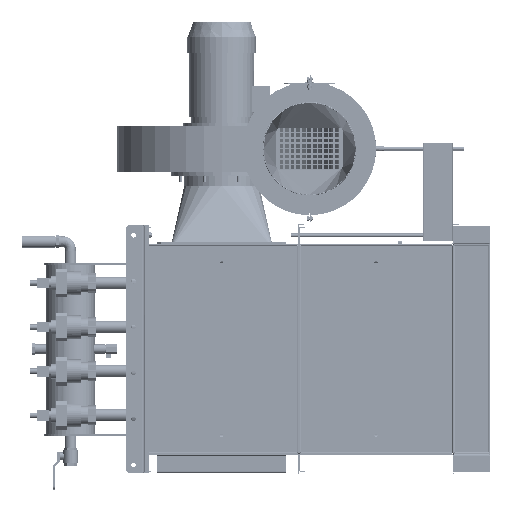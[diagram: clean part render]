
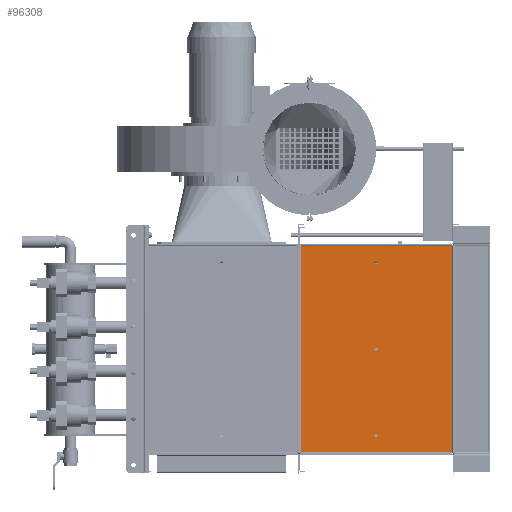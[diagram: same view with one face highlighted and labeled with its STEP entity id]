
A CAD part, left-side view. The second image highlights one B-rep face of the part: STEP entity #96308.
In plain terms, the highlighted face is planar.
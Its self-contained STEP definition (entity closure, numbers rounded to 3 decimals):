
#1823 = DIRECTION ( 'NONE',  ( 0., -1., 0. ) ) ;
#3189 = CARTESIAN_POINT ( 'NONE',  ( 0., -205.6, -280.6 ) ) ;
#4452 = ORIENTED_EDGE ( 'NONE', *, *, #123171, .T. ) ;
#6840 = AXIS2_PLACEMENT_3D ( 'NONE', #67839, #110410, #13303 ) ;
#7034 = DIRECTION ( 'NONE',  ( -1., 0., 0. ) ) ;
#7356 = CARTESIAN_POINT ( 'NONE',  ( 0., 0., -230.5 ) ) ;
#7833 = DIRECTION ( 'NONE',  ( -1., 0., 0. ) ) ;
#8461 = CARTESIAN_POINT ( 'NONE',  ( 0., 0., 239.5 ) ) ;
#13303 = DIRECTION ( 'NONE',  ( 0., -1., 0. ) ) ;
#13687 = ORIENTED_EDGE ( 'NONE', *, *, #38686, .F. ) ;
#13725 = CARTESIAN_POINT ( 'NONE',  ( 0., 210., -280.6 ) ) ;
#13855 = VERTEX_POINT ( 'NONE', #22716 ) ;
#15598 = DIRECTION ( 'NONE',  ( -1., 0., 0. ) ) ;
#16254 = CARTESIAN_POINT ( 'NONE',  ( 0., 205.6, 280.6 ) ) ;
#20302 = EDGE_LOOP ( 'NONE', ( #25502, #122608 ) ) ;
#21726 = CARTESIAN_POINT ( 'NONE',  ( 0., 205.6, 280.6 ) ) ;
#22268 = LINE ( 'NONE', #3189, #94775 ) ;
#22331 = AXIS2_PLACEMENT_3D ( 'NONE', #83614, #7833, #93578 ) ;
#22716 = CARTESIAN_POINT ( 'NONE',  ( 0., 0., 230.5 ) ) ;
#22914 = CARTESIAN_POINT ( 'NONE',  ( 0., 205.6, -280.6 ) ) ;
#23935 = VERTEX_POINT ( 'NONE', #48969 ) ;
#25053 = DIRECTION ( 'NONE',  ( 0., -1., 0. ) ) ;
#25502 = ORIENTED_EDGE ( 'NONE', *, *, #96270, .T. ) ;
#27224 = VERTEX_POINT ( 'NONE', #75288 ) ;
#28135 = EDGE_CURVE ( 'NONE', #62602, #68051, #40209, .T. ) ;
#28258 = FACE_BOUND ( 'NONE', #139538, .T. ) ;
#29117 = CIRCLE ( 'NONE', #22331, 4.5 ) ;
#30897 = DIRECTION ( 'NONE',  ( 0., 1., 0. ) ) ;
#35630 = AXIS2_PLACEMENT_3D ( 'NONE', #59504, #15598, #49536 ) ;
#37831 = ORIENTED_EDGE ( 'NONE', *, *, #55618, .T. ) ;
#38686 = EDGE_CURVE ( 'NONE', #27224, #62602, #72039, .T. ) ;
#38882 = CARTESIAN_POINT ( 'NONE',  ( 0., 0., -235. ) ) ;
#39928 = DIRECTION ( 'NONE',  ( 0., -1., 0. ) ) ;
#40209 = LINE ( 'NONE', #16254, #70107 ) ;
#45855 = ORIENTED_EDGE ( 'NONE', *, *, #115523, .T. ) ;
#48969 = CARTESIAN_POINT ( 'NONE',  ( 0., -205.6, -280.6 ) ) ;
#49536 = DIRECTION ( 'NONE',  ( 0., -1., 0. ) ) ;
#50212 = DIRECTION ( 'NONE',  ( -1., 0., 0. ) ) ;
#52508 = AXIS2_PLACEMENT_3D ( 'NONE', #104806, #50212, #93464 ) ;
#52674 = EDGE_LOOP ( 'NONE', ( #100557, #13687, #138060, #136238 ) ) ;
#54094 = CIRCLE ( 'NONE', #72252, 4.5 ) ;
#55618 = EDGE_CURVE ( 'NONE', #59154, #13855, #131776, .T. ) ;
#55631 = CARTESIAN_POINT ( 'NONE',  ( 0., 0., 235. ) ) ;
#59154 = VERTEX_POINT ( 'NONE', #8461 ) ;
#59504 = CARTESIAN_POINT ( 'NONE',  ( 0., 0., -235. ) ) ;
#62602 = VERTEX_POINT ( 'NONE', #21726 ) ;
#62812 = VERTEX_POINT ( 'NONE', #7356 ) ;
#67839 = CARTESIAN_POINT ( 'NONE',  ( 0., 0., 235. ) ) ;
#68051 = VERTEX_POINT ( 'NONE', #22914 ) ;
#70107 = VECTOR ( 'NONE', #82782, 1000. ) ;
#71478 = FACE_BOUND ( 'NONE', #20302, .T. ) ;
#72039 = LINE ( 'NONE', #93341, #117001 ) ;
#72252 = AXIS2_PLACEMENT_3D ( 'NONE', #136392, #93845, #39928 ) ;
#73479 = VERTEX_POINT ( 'NONE', #109486 ) ;
#75288 = CARTESIAN_POINT ( 'NONE',  ( 0., -205.6, 280.6 ) ) ;
#77371 = AXIS2_PLACEMENT_3D ( 'NONE', #38882, #7034, #136697 ) ;
#77650 = DIRECTION ( 'NONE',  ( -1., 0., 0. ) ) ;
#82534 = VERTEX_POINT ( 'NONE', #105144 ) ;
#82782 = DIRECTION ( 'NONE',  ( 0., 0., -1. ) ) ;
#83614 = CARTESIAN_POINT ( 'NONE',  ( 0., 0., 0. ) ) ;
#83739 = CARTESIAN_POINT ( 'NONE',  ( 0., 0., 4.5 ) ) ;
#90924 = VECTOR ( 'NONE', #25053, 1000. ) ;
#92753 = PLANE ( 'NONE',  #52508 ) ;
#93341 = CARTESIAN_POINT ( 'NONE',  ( 0., -210., 280.6 ) ) ;
#93464 = DIRECTION ( 'NONE',  ( 0., -1., 0. ) ) ;
#93578 = DIRECTION ( 'NONE',  ( 0., -1., 0. ) ) ;
#93845 = DIRECTION ( 'NONE',  ( -1., 0., 0. ) ) ;
#94366 = EDGE_CURVE ( 'NONE', #68051, #23935, #110820, .T. ) ;
#94775 = VECTOR ( 'NONE', #98140, 1000. ) ;
#96270 = EDGE_CURVE ( 'NONE', #62812, #82534, #138455, .T. ) ;
#96308 = ADVANCED_FACE ( 'NONE', ( #28258, #116798, #114060, #71478 ), #92753, .F. ) ;
#96729 = CIRCLE ( 'NONE', #35630, 4.5 ) ;
#98140 = DIRECTION ( 'NONE',  ( 0., 0., 1. ) ) ;
#100175 = EDGE_LOOP ( 'NONE', ( #37831, #4452 ) ) ;
#100557 = ORIENTED_EDGE ( 'NONE', *, *, #28135, .F. ) ;
#100893 = VERTEX_POINT ( 'NONE', #83739 ) ;
#102678 = EDGE_CURVE ( 'NONE', #73479, #100893, #54094, .T. ) ;
#104806 = CARTESIAN_POINT ( 'NONE',  ( 0., 210., -285. ) ) ;
#105144 = CARTESIAN_POINT ( 'NONE',  ( 0., 0., -239.5 ) ) ;
#108693 = CIRCLE ( 'NONE', #6840, 4.5 ) ;
#109486 = CARTESIAN_POINT ( 'NONE',  ( 0., 0., -4.5 ) ) ;
#110410 = DIRECTION ( 'NONE',  ( -1., 0., 0. ) ) ;
#110536 = ORIENTED_EDGE ( 'NONE', *, *, #102678, .T. ) ;
#110820 = LINE ( 'NONE', #13725, #90924 ) ;
#114060 = FACE_OUTER_BOUND ( 'NONE', #52674, .T. ) ;
#115523 = EDGE_CURVE ( 'NONE', #100893, #73479, #29117, .T. ) ;
#116798 = FACE_BOUND ( 'NONE', #100175, .T. ) ;
#117001 = VECTOR ( 'NONE', #30897, 1000. ) ;
#118154 = AXIS2_PLACEMENT_3D ( 'NONE', #55631, #77650, #1823 ) ;
#119442 = EDGE_CURVE ( 'NONE', #82534, #62812, #96729, .T. ) ;
#122608 = ORIENTED_EDGE ( 'NONE', *, *, #119442, .T. ) ;
#123171 = EDGE_CURVE ( 'NONE', #13855, #59154, #108693, .T. ) ;
#130394 = EDGE_CURVE ( 'NONE', #23935, #27224, #22268, .T. ) ;
#131776 = CIRCLE ( 'NONE', #118154, 4.5 ) ;
#136238 = ORIENTED_EDGE ( 'NONE', *, *, #94366, .F. ) ;
#136392 = CARTESIAN_POINT ( 'NONE',  ( 0., 0., 0. ) ) ;
#136697 = DIRECTION ( 'NONE',  ( 0., -1., 0. ) ) ;
#138060 = ORIENTED_EDGE ( 'NONE', *, *, #130394, .F. ) ;
#138455 = CIRCLE ( 'NONE', #77371, 4.5 ) ;
#139538 = EDGE_LOOP ( 'NONE', ( #45855, #110536 ) ) ;
